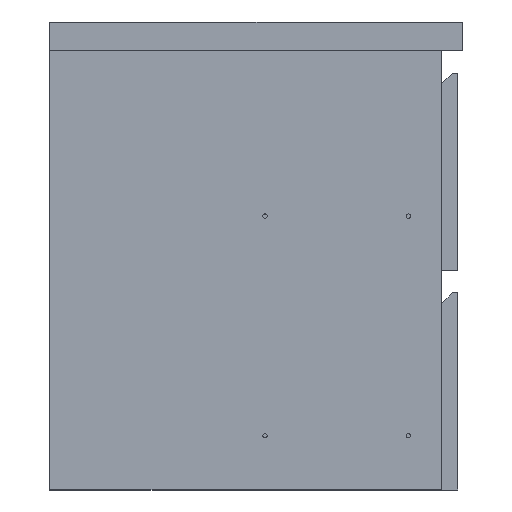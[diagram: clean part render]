
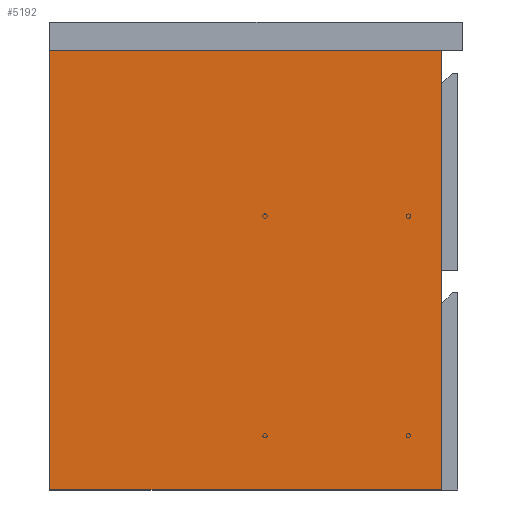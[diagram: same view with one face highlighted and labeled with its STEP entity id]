
A CAD part, left-side view. The second image highlights one B-rep face of the part: STEP entity #5192.
In plain terms, the highlighted face is planar.
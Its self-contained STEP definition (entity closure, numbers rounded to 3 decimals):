
#14 = LINE ( 'NONE', #8140, #28233 ) ;
#2055 = ORIENTED_EDGE ( 'NONE', *, *, #26298, .F. ) ;
#3720 = CARTESIAN_POINT ( 'NONE',  ( 0., 0., -2. ) ) ;
#4933 = LINE ( 'NONE', #22443, #19104 ) ;
#5192 = ADVANCED_FACE ( 'NONE', ( #11767 ), #42029, .T. ) ;
#6126 = VERTEX_POINT ( 'NONE', #45897 ) ;
#6175 = DIRECTION ( 'NONE',  ( 0., -1., 0. ) ) ;
#8066 = EDGE_CURVE ( 'EFI102', #40878, #43812, #12739, .T. ) ;
#8140 = CARTESIAN_POINT ( 'NONE',  ( 0., 437., -2. ) ) ;
#11065 = ORIENTED_EDGE ( 'NONE', *, *, #40572, .F. ) ;
#11090 = LINE ( 'NONE', #3720, #21788 ) ;
#11450 = CARTESIAN_POINT ( 'NONE',  ( 490., 0., -2. ) ) ;
#11767 = FACE_OUTER_BOUND ( 'NONE', #28852, .T. ) ;
#12739 = LINE ( 'NONE', #27760, #15571 ) ;
#15571 = VECTOR ( 'NONE', #6175, 1000. ) ;
#17958 = DIRECTION ( 'NONE',  ( 1., 0., 0. ) ) ;
#19104 = VECTOR ( 'NONE', #33253, 1000. ) ;
#21788 = VECTOR ( 'NONE', #17958, 1000. ) ;
#22443 = CARTESIAN_POINT ( 'NONE',  ( 490., 437., -2. ) ) ;
#24508 = CARTESIAN_POINT ( 'NONE',  ( 0., 437., -2. ) ) ;
#25344 = CARTESIAN_POINT ( 'NONE',  ( 0., 437., -2. ) ) ;
#26298 = EDGE_CURVE ( 'EFI101', #43812, #46238, #11090, .T. ) ;
#27760 = CARTESIAN_POINT ( 'NONE',  ( 0., 437., -2. ) ) ;
#27815 = DIRECTION ( 'NONE',  ( -1., 0., 0. ) ) ;
#28233 = VECTOR ( 'NONE', #28333, 1000. ) ;
#28333 = DIRECTION ( 'NONE',  ( -1., 0., 0. ) ) ;
#28828 = ORIENTED_EDGE ( 'NONE', *, *, #31185, .F. ) ;
#28852 = EDGE_LOOP ( 'NONE', ( #29106, #28828, #11065, #2055 ) ) ;
#29106 = ORIENTED_EDGE ( 'NONE', *, *, #8066, .F. ) ;
#31185 = EDGE_CURVE ( 'EFI103', #6126, #40878, #14, .T. ) ;
#33253 = DIRECTION ( 'NONE',  ( 0., 1., 0. ) ) ;
#33449 = CARTESIAN_POINT ( 'NONE',  ( 0., 0., -2. ) ) ;
#39938 = AXIS2_PLACEMENT_3D ( 'NONE', #24508, #45646, #27815 ) ;
#40572 = EDGE_CURVE ( 'EFI100', #46238, #6126, #4933, .T. ) ;
#40878 = VERTEX_POINT ( 'NONE', #25344 ) ;
#42029 = PLANE ( 'NONE',  #39938 ) ;
#43812 = VERTEX_POINT ( 'NONE', #33449 ) ;
#45646 = DIRECTION ( 'NONE',  ( 0., 0., -1. ) ) ;
#45897 = CARTESIAN_POINT ( 'NONE',  ( 490., 437., -2. ) ) ;
#46238 = VERTEX_POINT ( 'NONE', #11450 ) ;
